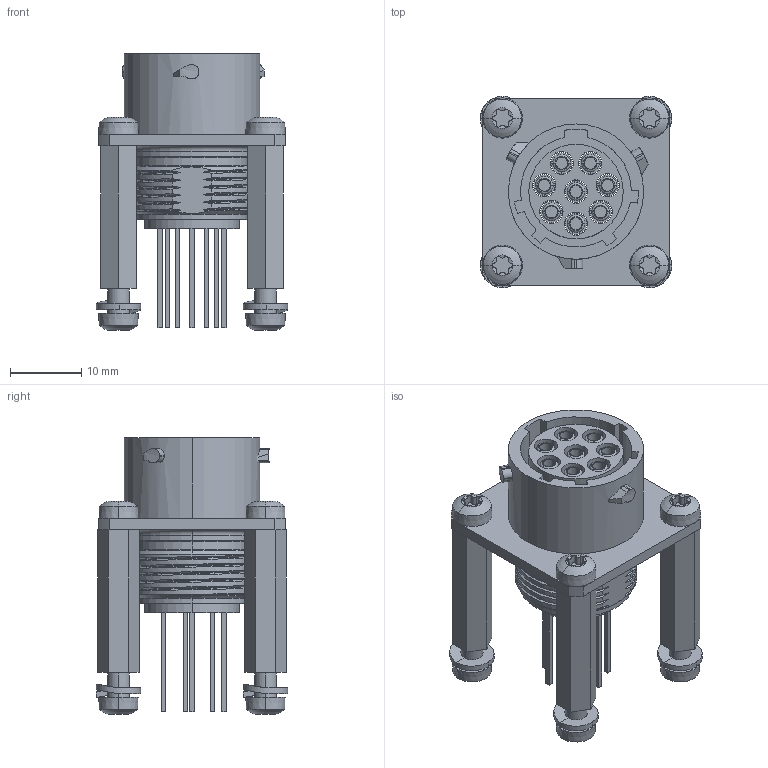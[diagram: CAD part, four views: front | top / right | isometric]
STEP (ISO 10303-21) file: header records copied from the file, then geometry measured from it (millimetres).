
FILE_DESCRIPTION((''),'2;1');
FILE_NAME('SOURIAU_EDA-03026-V1-0.stp','2014-07-09T13:41:11',(''),(''),'Mechanical Desktop 2011','Mechanical Desktop 2011',', , ');
FILE_SCHEMA(('AUTOMOTIVE_DESIGN { 1 2 10303 214 1 1 1 1 }'));
Length unit declared in the file: millimetre
Products named in the file (2): Product; 1
Bounding box: 26.82 x 26.81 x 38.82 mm (x, y, z)
Volume: 7062.8 mm3; surface area: 11907 mm2
Topology: 27 solids, 27 shells, 666 faces, 1645 edges, 1073 vertices
Faces by surface type: cylinder 296, plane 238, cone 53, bspline 41, torus 22, sphere 16
Entity records: 23196 total; most frequent: CARTESIAN_POINT 8797, ORIENTED_EDGE 2966, DIRECTION 2936, EDGE_CURVE 1483, AXIS2_PLACEMENT_3D 1162, VERTEX_POINT 965, EDGE_LOOP 710, VECTOR 612
